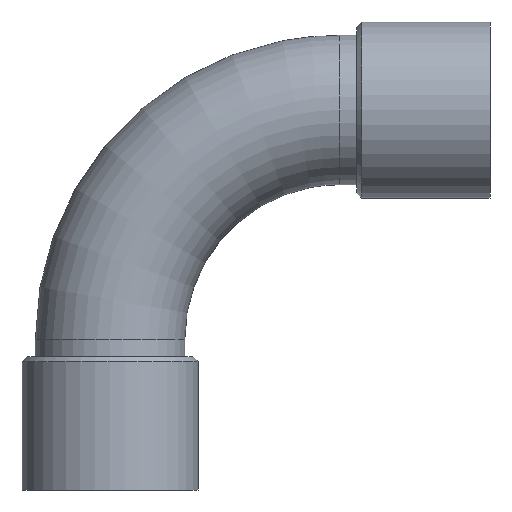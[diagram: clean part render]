
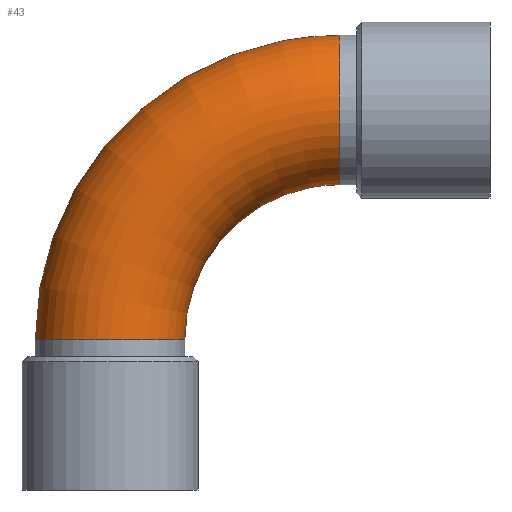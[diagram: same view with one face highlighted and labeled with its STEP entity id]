
A CAD part, left-side view. The second image highlights one B-rep face of the part: STEP entity #43.
In plain terms, the highlighted toroidal (fillet/blend) face has major radius 43 mm and minor radius 14 mm.
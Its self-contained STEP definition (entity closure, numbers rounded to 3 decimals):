
#43 = ADVANCED_FACE( '', ( #94, #95 ), #96, .T. );
#94 = FACE_OUTER_BOUND( '', #159, .T. );
#95 = FACE_OUTER_BOUND( '', #160, .T. );
#96 = TOROIDAL_SURFACE( '', #161, 43., 14. );
#159 = EDGE_LOOP( '', ( #222 ) );
#160 = EDGE_LOOP( '', ( #223 ) );
#161 = AXIS2_PLACEMENT_3D( '', #224, #225, #226 );
#222 = ORIENTED_EDGE( '', *, *, #304, .T. );
#223 = ORIENTED_EDGE( '', *, *, #299, .F. );
#224 = CARTESIAN_POINT( '', ( 0., 0., -43. ) );
#225 = DIRECTION( '', ( 1., 0., 0. ) );
#226 = DIRECTION( '', ( 0., 0., -1. ) );
#299 = EDGE_CURVE( '', #329, #329, #330, .T. );
#304 = EDGE_CURVE( '', #337, #337, #338, .T. );
#329 = VERTEX_POINT( '', #372 );
#330 = CIRCLE( '', #373, 14. );
#337 = VERTEX_POINT( '', #380 );
#338 = CIRCLE( '', #381, 14. );
#372 = CARTESIAN_POINT( '', ( 0., 0., -14. ) );
#373 = AXIS2_PLACEMENT_3D( '', #415, #416, #417 );
#380 = CARTESIAN_POINT( '', ( 0., 29., -43. ) );
#381 = AXIS2_PLACEMENT_3D( '', #424, #425, #426 );
#415 = CARTESIAN_POINT( '', ( 0., 0., 0. ) );
#416 = DIRECTION( '', ( 0., -1., 0. ) );
#417 = DIRECTION( '', ( 0., 0., -1. ) );
#424 = CARTESIAN_POINT( '', ( 0., 43., -43. ) );
#425 = DIRECTION( '', ( 0., 0., 1. ) );
#426 = DIRECTION( '', ( 0., -1., 0. ) );
